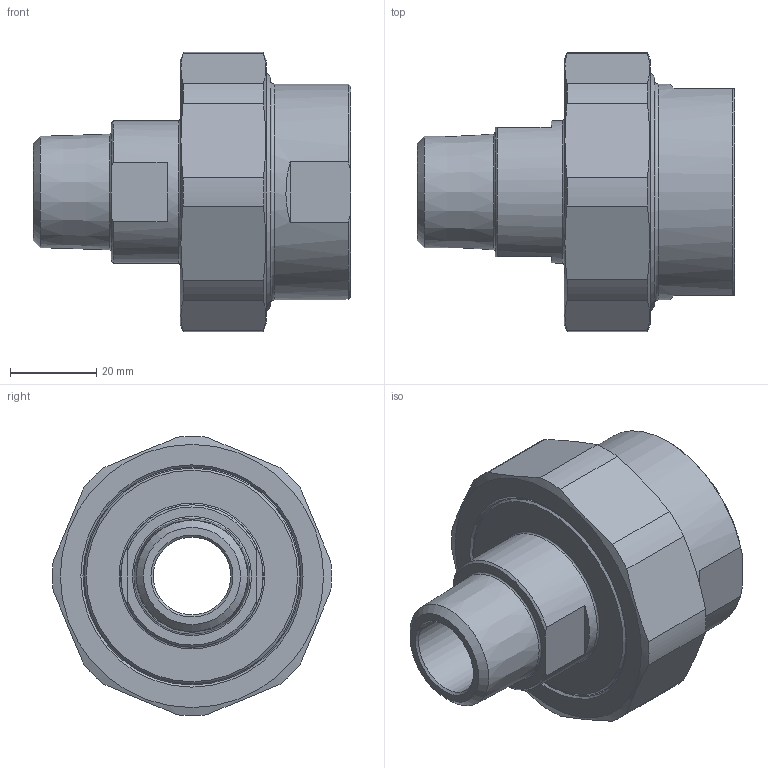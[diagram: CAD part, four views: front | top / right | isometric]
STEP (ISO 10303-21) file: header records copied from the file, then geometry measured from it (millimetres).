
FILE_DESCRIPTION(/* description */ (''),/* implementation_level */ '2;1');
FILE_NAME(/* name */ '3D_R134-UE-G-DN20-DN32_17101577.stp',/* time_stamp */ '2021-06-24T15:20:40+02:00',/* author */ ('cad'),/* organization */ (''),/* preprocessor_version */ 'ST-DEVELOPER v18.1',/* originating_system */ 'Autodesk Inventor 2022',/* authorisation */ '');
FILE_SCHEMA (('AUTOMOTIVE_DESIGN { 1 0 10303 214 3 1 1 }'));
Length unit declared in the file: millimetre
Products named in the file (4): 3D_R134-UE-G-DN20-DN32_17101577; 3D_R134-M-DN32_171011625; 3D_R134-G-DN32_171011325; 3D_R134-UE-DN20-DN32_171011127
Assembly tree (3 placements, depth 2):
  3D_R134-UE-G-DN20-DN32_17101577
    3D_R134-M-DN32_171011625
    3D_R134-G-DN32_171011325
    3D_R134-UE-DN20-DN32_171011127
Bounding box: 73.5 x 64.68 x 64.66 mm (x, y, z)
Volume: 75700.8 mm3; surface area: 30847.5 mm2
Topology: 3 solids, 3 shells, 78 faces, 188 edges, 124 vertices
Faces by surface type: plane 30, cone 21, cylinder 18, torus 9
Full cylindrical faces by diameter (mm): 18 x1, 33 x1, 38.952 x1, 39.4 x1, 50 x2, 50.5 x1, 54 x1, 54.376 x1, 55.85 x1
Entity records: 2456 total; most frequent: CARTESIAN_POINT 445, DIRECTION 439, ORIENTED_EDGE 376, AXIS2_PLACEMENT_3D 190, EDGE_CURVE 188, VERTEX_POINT 124, CIRCLE 103, EDGE_LOOP 92
